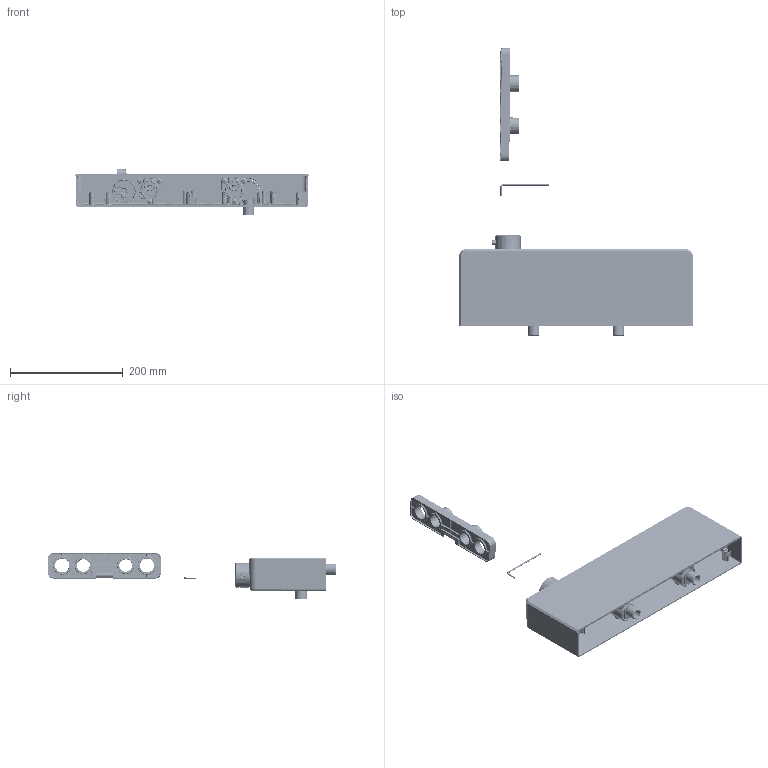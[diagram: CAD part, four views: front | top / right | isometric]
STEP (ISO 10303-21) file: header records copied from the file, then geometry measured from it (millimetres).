
FILE_DESCRIPTION((''),'2;1');
FILE_NAME('3DDRAWING_FOR_1F_THERMOSTAT_ASM','2023-08-03T10:08:21',('zeyuan_xue'),(''),'CREO PARAMETRIC BY PTC INC, 2021023','CREO PARAMETRIC BY PTC INC, 2021023','');
FILE_SCHEMA(('CONFIG_CONTROL_DESIGN','GEOMETRIC_VALIDATION_PROPERTIES_MIM'));
Products named in the file (25): B38230-012_2_1_1_1; B36700-023_2_1_1_1; B30271-002_2_1_1_1; 40000499_2_1_1_1; E26702_ASM_2_ASM_1_ASM_1_ASM_1; B38230-010_2_1_1_1; B38233-002_3_1_1_1; B38232-003_2_1_1_1; B38230-B03_3_1_1_1; 30100053_2_1_1_1; 30100054_2_1_1_1; A65141-006_2_1_1_1; B36690-B05_2_1_1_1; 40000711_2_1_1_1; 40001313_2_1_1_1; B36304-004_2_1_1_1; B36690-042_1_1_1_1; B36690-043_8_1_1_1; P45400-039_4_1_1_1; B38233_ASM_10_ASM_1_ASM_1_ASM_1_ASM; B38233_ASM_ASM_1_ASM_1_ASM_1_ASM; B38233_ASM_ASM_ASM_1_ASM_1_ASM; B38233-1F_ASM_1_ASM; C00010-002; 3DDRAWING_FOR_1F_THERMOSTAT_ASM
Assembly tree (41 placements, depth 6):
  3DDRAWING_FOR_1F_THERMOSTAT_ASM
    B38233-1F_ASM_1_ASM
      B38233_ASM_ASM_ASM_1_ASM_1_ASM
        B38233_ASM_ASM_1_ASM_1_ASM_1_ASM
          B38233_ASM_10_ASM_1_ASM_1_ASM_1_ASM
            B38230-012_2_1_1_1
            B36700-023_2_1_1_1
            B30271-002_2_1_1_1
            40000499_2_1_1_1
            E26702_ASM_2_ASM_1_ASM_1_ASM_1
            B38230-010_2_1_1_1
            B38233-002_3_1_1_1
            B38232-003_2_1_1_1
            B38230-B03_3_1_1_1  x2
            30100053_2_1_1_1  x10
            30100054_2_1_1_1
            A65141-006_2_1_1_1
            B36690-B05_2_1_1_1  x2
            40000711_2_1_1_1  x4
            40001313_2_1_1_1  x4
            B36304-004_2_1_1_1
            B36690-042_1_1_1_1
            B36690-043_8_1_1_1
            P45400-039_4_1_1_1
    C00010-002
Bounding box: 413.5 x 510.23 x 82.87 mm (x, y, z)
Volume: 699699.6 mm3; surface area: 426069.6 mm2
Topology: 36 solids, 38 shells, 4552 faces, 12681 edges, 8047 vertices
Faces by surface type: cylinder 1414, bspline 1009, plane 991, cone 407, torus 307, sphere 218, extrusion 206
Entity records: 217070 total; most frequent: CARTESIAN_POINT 107651, ORIENTED_EDGE 20782, DIRECTION 13289, EDGE_CURVE 10395, PRESENTATION_STYLE_ASSIGNMENT 7730, STYLED_ITEM 7712, CURVE_STYLE 7698, VERTEX_POINT 6815
